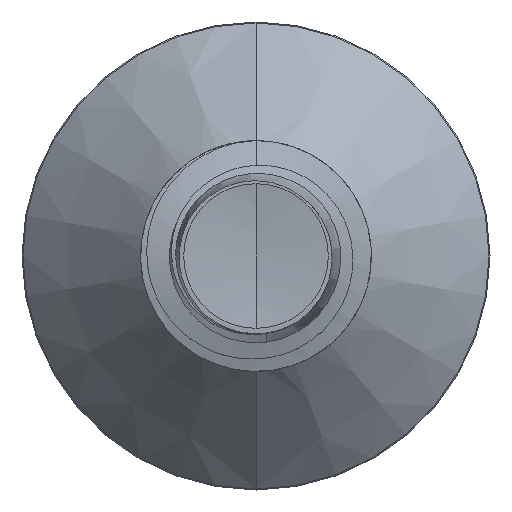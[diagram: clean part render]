
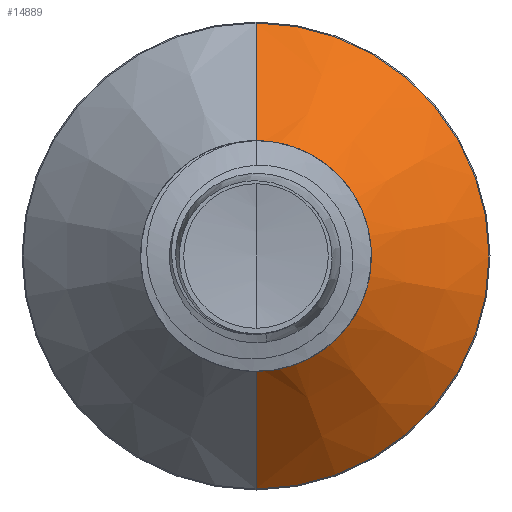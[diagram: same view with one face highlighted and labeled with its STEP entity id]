
A CAD part, front view. The second image highlights one B-rep face of the part: STEP entity #14889.
In plain terms, the highlighted conical face has half-angle 45 degrees and reference radius 0.859 mm.
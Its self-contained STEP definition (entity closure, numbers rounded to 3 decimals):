
#54 = CIRCLE ( 'NONE', #4215, 0.859 ) ;
#384 = CARTESIAN_POINT ( 'NONE',  ( 0., 3.684, 0. ) ) ;
#517 = CARTESIAN_POINT ( 'NONE',  ( 0., 3.684, 0.859 ) ) ;
#698 = CARTESIAN_POINT ( 'NONE',  ( 0., 3.684, -0.859 ) ) ;
#1282 = ORIENTED_EDGE ( 'NONE', *, *, #12522, .T. ) ;
#1684 = CIRCLE ( 'NONE', #18069, 1.817 ) ;
#1920 = ORIENTED_EDGE ( 'NONE', *, *, #14339, .F. ) ;
#2009 = DIRECTION ( 'NONE',  ( 0., 0.707, 0.707 ) ) ;
#2620 = ORIENTED_EDGE ( 'NONE', *, *, #16754, .T. ) ;
#2915 = ORIENTED_EDGE ( 'NONE', *, *, #14094, .F. ) ;
#3735 = CARTESIAN_POINT ( 'NONE',  ( 0., 3.684, 0.859 ) ) ;
#3744 = FACE_OUTER_BOUND ( 'NONE', #3792, .T. ) ;
#3792 = EDGE_LOOP ( 'NONE', ( #2620, #1282, #2915, #1920 ) ) ;
#4215 = AXIS2_PLACEMENT_3D ( 'NONE', #16738, #8016, #18194 ) ;
#5136 = VECTOR ( 'NONE', #2009, 1000. ) ;
#5166 = CARTESIAN_POINT ( 'NONE',  ( 0., 3.684, -0.859 ) ) ;
#5293 = CARTESIAN_POINT ( 'NONE',  ( 0., 4.642, 1.817 ) ) ;
#6133 = DIRECTION ( 'NONE',  ( 0., 1., 0. ) ) ;
#6655 = DIRECTION ( 'NONE',  ( 0., 0.707, -0.707 ) ) ;
#7231 = CONICAL_SURFACE ( 'NONE', #10904, 0.859, 0.785 ) ;
#7700 = CARTESIAN_POINT ( 'NONE',  ( 0., 4.642, 0. ) ) ;
#8016 = DIRECTION ( 'NONE',  ( 0., 1., 0. ) ) ;
#8397 = VECTOR ( 'NONE', #6655, 1000. ) ;
#9082 = LINE ( 'NONE', #517, #5136 ) ;
#9190 = DIRECTION ( 'NONE',  ( 0., 0., 1. ) ) ;
#9650 = CARTESIAN_POINT ( 'NONE',  ( 0., 4.642, -1.817 ) ) ;
#10283 = VERTEX_POINT ( 'NONE', #9650 ) ;
#10721 = DIRECTION ( 'NONE',  ( 0., 0., 1. ) ) ;
#10904 = AXIS2_PLACEMENT_3D ( 'NONE', #384, #6133, #10721 ) ;
#12522 = EDGE_CURVE ( 'NONE', #18965, #10283, #16600, .T. ) ;
#12602 = VERTEX_POINT ( 'NONE', #3735 ) ;
#12789 = VERTEX_POINT ( 'NONE', #5293 ) ;
#14094 = EDGE_CURVE ( 'NONE', #12789, #10283, #1684, .T. ) ;
#14339 = EDGE_CURVE ( 'NONE', #12602, #12789, #9082, .T. ) ;
#14889 = ADVANCED_FACE ( 'NONE', ( #3744 ), #7231, .T. ) ;
#16600 = LINE ( 'NONE', #5166, #8397 ) ;
#16738 = CARTESIAN_POINT ( 'NONE',  ( 0., 3.684, 0. ) ) ;
#16754 = EDGE_CURVE ( 'NONE', #12602, #18965, #54, .T. ) ;
#17892 = DIRECTION ( 'NONE',  ( 0., 1., 0. ) ) ;
#18069 = AXIS2_PLACEMENT_3D ( 'NONE', #7700, #17892, #9190 ) ;
#18194 = DIRECTION ( 'NONE',  ( 0., 0., 1. ) ) ;
#18965 = VERTEX_POINT ( 'NONE', #698 ) ;
